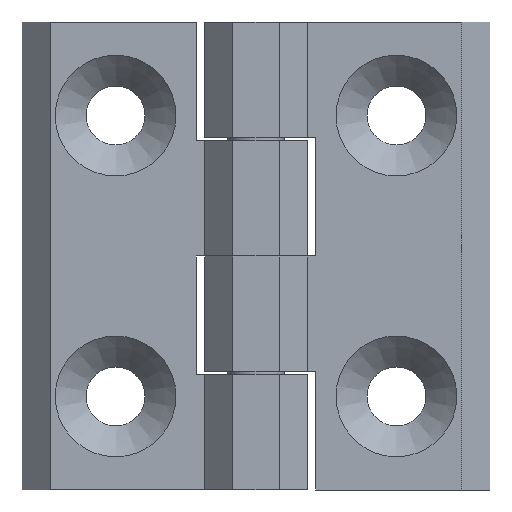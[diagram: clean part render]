
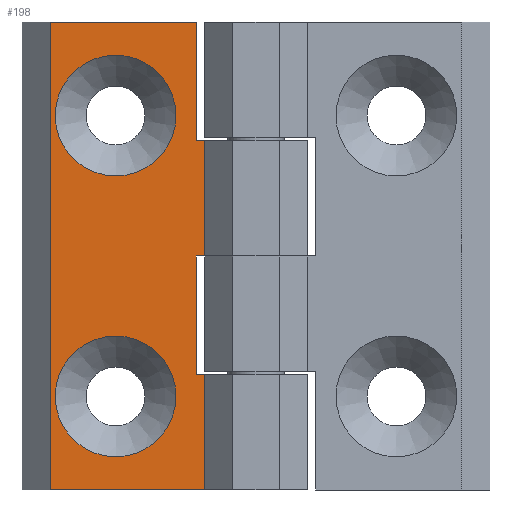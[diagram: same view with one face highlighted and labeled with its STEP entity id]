
A CAD part, front view. The second image highlights one B-rep face of the part: STEP entity #198.
In plain terms, the highlighted planar face has unit normal (0, -1, 0).
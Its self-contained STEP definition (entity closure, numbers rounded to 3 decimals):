
#198=ADVANCED_FACE('',(#480,#481,#482),#483,.T.);
#480=FACE_BOUND('',#1002,.T.);
#481=FACE_BOUND('',#1003,.T.);
#482=FACE_OUTER_BOUND('',#1004,.T.);
#483=PLANE('',#1005);
#1002=EDGE_LOOP('',(#1747));
#1003=EDGE_LOOP('',(#1748));
#1004=EDGE_LOOP('',(#1749,#1750,#1751,#1752,#1753,#1754,#1755,#1756,#1757,#1758));
#1005=AXIS2_PLACEMENT_3D('',#1759,#1760,#1761);
#1747=ORIENTED_EDGE('',*,*,#3719,.T.);
#1748=ORIENTED_EDGE('',*,*,#3720,.T.);
#1749=ORIENTED_EDGE('',*,*,#3644,.F.);
#1750=ORIENTED_EDGE('',*,*,#3675,.F.);
#1751=ORIENTED_EDGE('',*,*,#3721,.F.);
#1752=ORIENTED_EDGE('',*,*,#3649,.F.);
#1753=ORIENTED_EDGE('',*,*,#3640,.F.);
#1754=ORIENTED_EDGE('',*,*,#3680,.T.);
#1755=ORIENTED_EDGE('',*,*,#3718,.T.);
#1756=ORIENTED_EDGE('',*,*,#3691,.F.);
#1757=ORIENTED_EDGE('',*,*,#3722,.F.);
#1758=ORIENTED_EDGE('',*,*,#3660,.F.);
#1759=CARTESIAN_POINT('',(-5.5,0.,0.2));
#1760=DIRECTION('',(0.,-1.0,0.));
#1761=DIRECTION('',(1.0,0.,0.));
#3640=EDGE_CURVE('',#4279,#4281,#4282,.T.);
#3644=EDGE_CURVE('',#4287,#4289,#4290,.T.);
#3649=EDGE_CURVE('',#4281,#4298,#4299,.T.);
#3660=EDGE_CURVE('',#4289,#4319,#4320,.T.);
#3675=EDGE_CURVE('',#4346,#4287,#4348,.T.);
#3680=EDGE_CURVE('',#4279,#4355,#4357,.T.);
#3691=EDGE_CURVE('',#4376,#4378,#4379,.T.);
#3718=EDGE_CURVE('',#4355,#4378,#4419,.T.);
#3719=EDGE_CURVE('',#4420,#4420,#4421,.F.);
#3720=EDGE_CURVE('',#4422,#4422,#4423,.F.);
#3721=EDGE_CURVE('',#4298,#4346,#4424,.T.);
#3722=EDGE_CURVE('',#4319,#4376,#4425,.T.);
#4279=VERTEX_POINT('',#5473);
#4281=VERTEX_POINT('',#5476);
#4282=LINE('',#5477,#5478);
#4287=VERTEX_POINT('',#5485);
#4289=VERTEX_POINT('',#5488);
#4290=LINE('',#5489,#5490);
#4298=VERTEX_POINT('',#5501);
#4299=LINE('',#5502,#5503);
#4319=VERTEX_POINT('',#5529);
#4320=LINE('',#5530,#5531);
#4346=VERTEX_POINT('',#5567);
#4348=LINE('',#5570,#5571);
#4355=VERTEX_POINT('',#5581);
#4357=LINE('',#5584,#5585);
#4376=VERTEX_POINT('',#5611);
#4378=VERTEX_POINT('',#5614);
#4379=LINE('',#5615,#5616);
#4419=LINE('',#5672,#5673);
#4420=VERTEX_POINT('',#5674);
#4421=CIRCLE('',#5675,6.45);
#4422=VERTEX_POINT('',#5676);
#4423=CIRCLE('',#5677,6.45);
#4424=LINE('',#5678,#5679);
#4425=LINE('',#5680,#5681);
#5473=CARTESIAN_POINT('',(-6.401,0.,0.2));
#5476=CARTESIAN_POINT('',(-6.401,0.,-12.5));
#5477=CARTESIAN_POINT('',(-6.401,0.,0.2));
#5478=VECTOR('',#7166,1.0);
#5485=CARTESIAN_POINT('',(-6.401,0.,-24.8));
#5488=CARTESIAN_POINT('',(-6.401,0.,-37.5));
#5489=CARTESIAN_POINT('',(-6.401,0.,-24.8));
#5490=VECTOR('',#7170,1.0);
#5501=CARTESIAN_POINT('',(-5.5,0.,-12.5));
#5502=CARTESIAN_POINT('',(-6.4,0.,-12.5));
#5503=VECTOR('',#7177,1.0);
#5529=CARTESIAN_POINT('',(-5.5,0.,-37.5));
#5530=CARTESIAN_POINT('',(-6.4,0.,-37.5));
#5531=VECTOR('',#7196,1.0);
#5567=CARTESIAN_POINT('',(-5.5,0.,-24.8));
#5570=CARTESIAN_POINT('',(-5.5,0.,-24.8));
#5571=VECTOR('',#7217,1.0);
#5581=CARTESIAN_POINT('',(-22.,0.,0.2));
#5584=CARTESIAN_POINT('',(-5.5,0.,0.2));
#5585=VECTOR('',#7222,1.0);
#5611=CARTESIAN_POINT('',(-5.5,0.,-49.8));
#5614=CARTESIAN_POINT('',(-22.,0.,-49.8));
#5615=CARTESIAN_POINT('',(-5.5,0.,-49.8));
#5616=VECTOR('',#7237,1.0);
#5672=CARTESIAN_POINT('',(-22.,0.,0.2));
#5673=VECTOR('',#7284,1.0);
#5674=CARTESIAN_POINT('',(-15.,0.,-33.35));
#5675=AXIS2_PLACEMENT_3D('',#7285,#7286,#7287);
#5676=CARTESIAN_POINT('',(-15.,0.,-3.35));
#5677=AXIS2_PLACEMENT_3D('',#7288,#7289,#7290);
#5678=CARTESIAN_POINT('',(-5.5,0.,0.2));
#5679=VECTOR('',#7291,1.0);
#5680=CARTESIAN_POINT('',(-5.5,0.,0.2));
#5681=VECTOR('',#7292,1.0);
#7166=DIRECTION('',(0.,0.,-1.0));
#7170=DIRECTION('',(0.,0.,-1.0));
#7177=DIRECTION('',(1.0,0.,0.));
#7196=DIRECTION('',(1.0,0.,0.));
#7217=DIRECTION('',(-1.0,0.,0.));
#7222=DIRECTION('',(-1.0,0.,0.));
#7237=DIRECTION('',(-1.0,0.,0.));
#7284=DIRECTION('',(0.,0.,-1.0));
#7285=CARTESIAN_POINT('',(-15.,0.,-39.8));
#7286=DIRECTION('',(0.,-1.0,0.));
#7287=DIRECTION('',(0.,0.,1.0));
#7288=CARTESIAN_POINT('',(-15.,0.,-9.8));
#7289=DIRECTION('',(0.,-1.0,0.));
#7290=DIRECTION('',(0.,0.,1.0));
#7291=DIRECTION('',(0.,0.,-1.0));
#7292=DIRECTION('',(0.,0.,-1.0));
